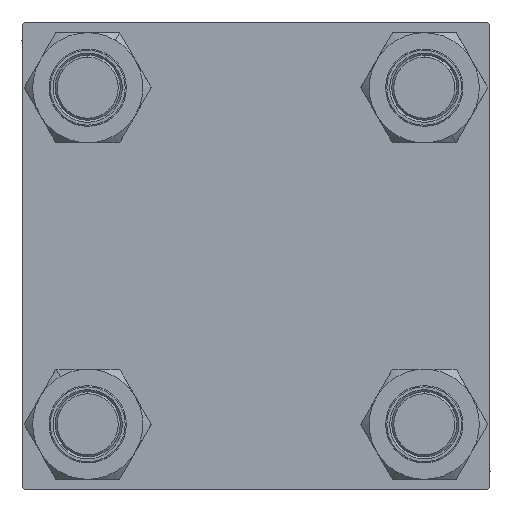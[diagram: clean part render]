
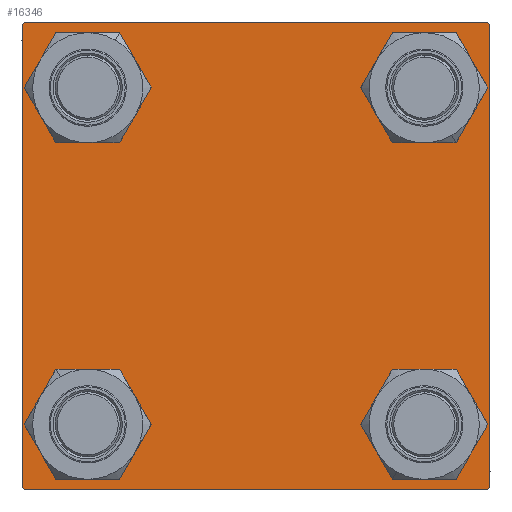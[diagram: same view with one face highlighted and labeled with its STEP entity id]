
A CAD part, left-side view. The second image highlights one B-rep face of the part: STEP entity #16346.
In plain terms, the highlighted planar face has unit normal (-1, 0, 0).
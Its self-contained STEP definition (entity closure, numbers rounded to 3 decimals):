
#116 = CARTESIAN_POINT ( 'NONE',  ( 0., 57., -57.5 ) ) ;
#564 = VECTOR ( 'NONE', #22214, 1000. ) ;
#772 = CIRCLE ( 'NONE', #7572, 8.5 ) ;
#1501 = CARTESIAN_POINT ( 'NONE',  ( 0., 57.5, 57.5 ) ) ;
#2953 = ORIENTED_EDGE ( 'NONE', *, *, #10744, .T. ) ;
#2960 = VERTEX_POINT ( 'NONE', #6990 ) ;
#3005 = CARTESIAN_POINT ( 'NONE',  ( 0., 41.35, 49.85 ) ) ;
#3095 = FACE_BOUND ( 'NONE', #24155, .T. ) ;
#3356 = DIRECTION ( 'NONE',  ( 0., 0., 1. ) ) ;
#3482 = EDGE_CURVE ( 'NONE', #33680, #38012, #45288, .T. ) ;
#3599 = CIRCLE ( 'NONE', #48497, 8.5 ) ;
#3740 = ORIENTED_EDGE ( 'NONE', *, *, #15701, .T. ) ;
#4087 = CARTESIAN_POINT ( 'NONE',  ( 0., 57.5, 57. ) ) ;
#5069 = CARTESIAN_POINT ( 'NONE',  ( 0., 41.35, 32.85 ) ) ;
#5434 = CARTESIAN_POINT ( 'NONE',  ( 0., -57.25, -57.25 ) ) ;
#5523 = CIRCLE ( 'NONE', #47868, 8.5 ) ;
#5948 = EDGE_CURVE ( 'NONE', #2960, #20883, #40387, .T. ) ;
#6726 = LINE ( 'NONE', #19446, #14048 ) ;
#6740 = EDGE_CURVE ( 'NONE', #28336, #20883, #25912, .T. ) ;
#6990 = CARTESIAN_POINT ( 'NONE',  ( 0., -57.5, 57. ) ) ;
#7341 = FACE_BOUND ( 'NONE', #22622, .T. ) ;
#7572 = AXIS2_PLACEMENT_3D ( 'NONE', #21524, #32670, #25502 ) ;
#7646 = VECTOR ( 'NONE', #22149, 1000. ) ;
#8199 = EDGE_CURVE ( 'NONE', #34713, #26649, #31123, .T. ) ;
#8679 = CIRCLE ( 'NONE', #51908, 8.5 ) ;
#8862 = DIRECTION ( 'NONE',  ( 0., 0., 1. ) ) ;
#9289 = ORIENTED_EDGE ( 'NONE', *, *, #26971, .T. ) ;
#9706 = CARTESIAN_POINT ( 'NONE',  ( 0., -57., 57.5 ) ) ;
#10047 = CIRCLE ( 'NONE', #38824, 8.5 ) ;
#10239 = CARTESIAN_POINT ( 'NONE',  ( 0., -57.5, -57. ) ) ;
#10357 = CARTESIAN_POINT ( 'NONE',  ( 0., 41.35, 41.35 ) ) ;
#10744 = EDGE_CURVE ( 'NONE', #28336, #45249, #32224, .T. ) ;
#10768 = CARTESIAN_POINT ( 'NONE',  ( 0., 57.5, -57.5 ) ) ;
#10985 = VECTOR ( 'NONE', #11285, 1000. ) ;
#11285 = DIRECTION ( 'NONE',  ( 0., -1., 0. ) ) ;
#11319 = FACE_BOUND ( 'NONE', #17022, .T. ) ;
#11581 = FACE_BOUND ( 'NONE', #15496, .T. ) ;
#12369 = ORIENTED_EDGE ( 'NONE', *, *, #5948, .T. ) ;
#12498 = ORIENTED_EDGE ( 'NONE', *, *, #39608, .T. ) ;
#12579 = CARTESIAN_POINT ( 'NONE',  ( 0., -41.35, -41.35 ) ) ;
#14048 = VECTOR ( 'NONE', #47301, 1000. ) ;
#14228 = DIRECTION ( 'NONE',  ( 0., 0., 1. ) ) ;
#14500 = CARTESIAN_POINT ( 'NONE',  ( 0., 41.35, -41.35 ) ) ;
#14572 = EDGE_CURVE ( 'NONE', #38012, #33680, #10047, .T. ) ;
#15496 = EDGE_LOOP ( 'NONE', ( #12498, #37652 ) ) ;
#15701 = EDGE_CURVE ( 'NONE', #45249, #18713, #32900, .T. ) ;
#16346 = ADVANCED_FACE ( 'NONE', ( #11581, #7341, #3095, #11319, #35464 ), #26985, .T. ) ;
#17022 = EDGE_LOOP ( 'NONE', ( #49354, #37870 ) ) ;
#17523 = DIRECTION ( 'NONE',  ( 1., 0., 0. ) ) ;
#18115 = VERTEX_POINT ( 'NONE', #10239 ) ;
#18206 = EDGE_CURVE ( 'NONE', #49035, #46588, #47102, .T. ) ;
#18207 = CARTESIAN_POINT ( 'NONE',  ( 0., 41.35, -49.85 ) ) ;
#18713 = VERTEX_POINT ( 'NONE', #29132 ) ;
#19135 = EDGE_CURVE ( 'NONE', #46588, #18115, #34610, .T. ) ;
#19287 = CARTESIAN_POINT ( 'NONE',  ( 0., 0., 0. ) ) ;
#19446 = CARTESIAN_POINT ( 'NONE',  ( 0., -57.5, 57.5 ) ) ;
#19540 = VERTEX_POINT ( 'NONE', #32336 ) ;
#20343 = CARTESIAN_POINT ( 'NONE',  ( 0., -41.35, 49.85 ) ) ;
#20883 = VERTEX_POINT ( 'NONE', #9706 ) ;
#21524 = CARTESIAN_POINT ( 'NONE',  ( 0., -41.35, 41.35 ) ) ;
#21800 = VERTEX_POINT ( 'NONE', #30648 ) ;
#22149 = DIRECTION ( 'NONE',  ( 0., -0.707, 0.707 ) ) ;
#22169 = ORIENTED_EDGE ( 'NONE', *, *, #6740, .F. ) ;
#22208 = ORIENTED_EDGE ( 'NONE', *, *, #51406, .T. ) ;
#22214 = DIRECTION ( 'NONE',  ( 0., -1., 0. ) ) ;
#22266 = DIRECTION ( 'NONE',  ( 0., 0., 1. ) ) ;
#22442 = AXIS2_PLACEMENT_3D ( 'NONE', #42606, #50833, #14228 ) ;
#22622 = EDGE_LOOP ( 'NONE', ( #9289, #34944 ) ) ;
#22817 = CARTESIAN_POINT ( 'NONE',  ( 0., -57., -57.5 ) ) ;
#24051 = EDGE_LOOP ( 'NONE', ( #3740, #43743, #36873, #44634, #24970, #12369, #22169, #2953 ) ) ;
#24155 = EDGE_LOOP ( 'NONE', ( #22208, #26061 ) ) ;
#24396 = CARTESIAN_POINT ( 'NONE',  ( 0., 57., 57.5 ) ) ;
#24431 = EDGE_CURVE ( 'NONE', #21800, #34592, #3599, .T. ) ;
#24970 = ORIENTED_EDGE ( 'NONE', *, *, #32747, .F. ) ;
#25502 = DIRECTION ( 'NONE',  ( 0., 0., 1. ) ) ;
#25912 = LINE ( 'NONE', #1501, #564 ) ;
#26061 = ORIENTED_EDGE ( 'NONE', *, *, #8199, .T. ) ;
#26530 = DIRECTION ( 'NONE',  ( 0., 0., 1. ) ) ;
#26649 = VERTEX_POINT ( 'NONE', #44020 ) ;
#26971 = EDGE_CURVE ( 'NONE', #19540, #51262, #5523, .T. ) ;
#26985 = PLANE ( 'NONE',  #40577 ) ;
#28249 = DIRECTION ( 'NONE',  ( 0., 0.707, -0.707 ) ) ;
#28336 = VERTEX_POINT ( 'NONE', #24396 ) ;
#28634 = LINE ( 'NONE', #48526, #41442 ) ;
#28644 = VECTOR ( 'NONE', #28249, 1000. ) ;
#28768 = DIRECTION ( 'NONE',  ( 1., 0., 0. ) ) ;
#29132 = CARTESIAN_POINT ( 'NONE',  ( 0., 57.5, -57. ) ) ;
#29936 = CARTESIAN_POINT ( 'NONE',  ( 0., -41.35, 41.35 ) ) ;
#30504 = CARTESIAN_POINT ( 'NONE',  ( 0., 41.35, -41.35 ) ) ;
#30648 = CARTESIAN_POINT ( 'NONE',  ( 0., -41.35, 32.85 ) ) ;
#31123 = CIRCLE ( 'NONE', #37866, 8.5 ) ;
#32224 = LINE ( 'NONE', #48401, #28644 ) ;
#32336 = CARTESIAN_POINT ( 'NONE',  ( 0., -41.35, -32.85 ) ) ;
#32670 = DIRECTION ( 'NONE',  ( 1., 0., 0. ) ) ;
#32747 = EDGE_CURVE ( 'NONE', #2960, #18115, #6726, .T. ) ;
#32890 = AXIS2_PLACEMENT_3D ( 'NONE', #39698, #40657, #32974 ) ;
#32900 = LINE ( 'NONE', #44828, #52411 ) ;
#32974 = DIRECTION ( 'NONE',  ( 0., 0., 1. ) ) ;
#33680 = VERTEX_POINT ( 'NONE', #3005 ) ;
#33682 = CIRCLE ( 'NONE', #32890, 8.5 ) ;
#33904 = DIRECTION ( 'NONE',  ( 1., 0., 0. ) ) ;
#34592 = VERTEX_POINT ( 'NONE', #20343 ) ;
#34610 = LINE ( 'NONE', #5434, #7646 ) ;
#34713 = VERTEX_POINT ( 'NONE', #18207 ) ;
#34944 = ORIENTED_EDGE ( 'NONE', *, *, #36645, .T. ) ;
#35464 = FACE_OUTER_BOUND ( 'NONE', #24051, .T. ) ;
#36323 = DIRECTION ( 'NONE',  ( 0., -0.707, -0.707 ) ) ;
#36645 = EDGE_CURVE ( 'NONE', #51262, #19540, #33682, .T. ) ;
#36873 = ORIENTED_EDGE ( 'NONE', *, *, #18206, .T. ) ;
#37652 = ORIENTED_EDGE ( 'NONE', *, *, #24431, .T. ) ;
#37785 = VECTOR ( 'NONE', #52088, 1000. ) ;
#37866 = AXIS2_PLACEMENT_3D ( 'NONE', #30504, #50924, #22266 ) ;
#37870 = ORIENTED_EDGE ( 'NONE', *, *, #14572, .T. ) ;
#38012 = VERTEX_POINT ( 'NONE', #5069 ) ;
#38611 = DIRECTION ( 'NONE',  ( 0., 0., 1. ) ) ;
#38824 = AXIS2_PLACEMENT_3D ( 'NONE', #10357, #17523, #26530 ) ;
#39215 = EDGE_CURVE ( 'NONE', #18713, #49035, #28634, .T. ) ;
#39608 = EDGE_CURVE ( 'NONE', #34592, #21800, #772, .T. ) ;
#39692 = DIRECTION ( 'NONE',  ( -1., 0., 0. ) ) ;
#39698 = CARTESIAN_POINT ( 'NONE',  ( 0., -41.35, -41.35 ) ) ;
#40387 = LINE ( 'NONE', #44624, #37785 ) ;
#40577 = AXIS2_PLACEMENT_3D ( 'NONE', #19287, #39692, #3356 ) ;
#40657 = DIRECTION ( 'NONE',  ( 1., 0., 0. ) ) ;
#40848 = DIRECTION ( 'NONE',  ( 0., 0., -1. ) ) ;
#41442 = VECTOR ( 'NONE', #36323, 1000. ) ;
#42606 = CARTESIAN_POINT ( 'NONE',  ( 0., 41.35, 41.35 ) ) ;
#42863 = DIRECTION ( 'NONE',  ( 1., 0., 0. ) ) ;
#43743 = ORIENTED_EDGE ( 'NONE', *, *, #39215, .T. ) ;
#44020 = CARTESIAN_POINT ( 'NONE',  ( 0., 41.35, -32.85 ) ) ;
#44624 = CARTESIAN_POINT ( 'NONE',  ( 0., -57.25, 57.25 ) ) ;
#44634 = ORIENTED_EDGE ( 'NONE', *, *, #19135, .T. ) ;
#44828 = CARTESIAN_POINT ( 'NONE',  ( 0., 57.5, 57.5 ) ) ;
#45249 = VERTEX_POINT ( 'NONE', #4087 ) ;
#45288 = CIRCLE ( 'NONE', #22442, 8.5 ) ;
#46096 = DIRECTION ( 'NONE',  ( 0., 0., 1. ) ) ;
#46588 = VERTEX_POINT ( 'NONE', #22817 ) ;
#47102 = LINE ( 'NONE', #10768, #10985 ) ;
#47301 = DIRECTION ( 'NONE',  ( 0., 0., -1. ) ) ;
#47868 = AXIS2_PLACEMENT_3D ( 'NONE', #12579, #28768, #8862 ) ;
#48401 = CARTESIAN_POINT ( 'NONE',  ( 0., 57.25, 57.25 ) ) ;
#48497 = AXIS2_PLACEMENT_3D ( 'NONE', #29936, #33904, #46096 ) ;
#48526 = CARTESIAN_POINT ( 'NONE',  ( 0., 57.25, -57.25 ) ) ;
#49035 = VERTEX_POINT ( 'NONE', #116 ) ;
#49354 = ORIENTED_EDGE ( 'NONE', *, *, #3482, .T. ) ;
#50833 = DIRECTION ( 'NONE',  ( 1., 0., 0. ) ) ;
#50894 = CARTESIAN_POINT ( 'NONE',  ( 0., -41.35, -49.85 ) ) ;
#50924 = DIRECTION ( 'NONE',  ( 1., 0., 0. ) ) ;
#51262 = VERTEX_POINT ( 'NONE', #50894 ) ;
#51406 = EDGE_CURVE ( 'NONE', #26649, #34713, #8679, .T. ) ;
#51908 = AXIS2_PLACEMENT_3D ( 'NONE', #14500, #42863, #38611 ) ;
#52088 = DIRECTION ( 'NONE',  ( 0., 0.707, 0.707 ) ) ;
#52411 = VECTOR ( 'NONE', #40848, 1000. ) ;
